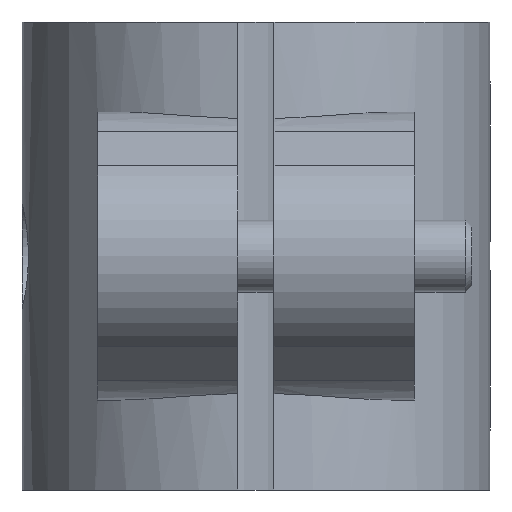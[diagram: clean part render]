
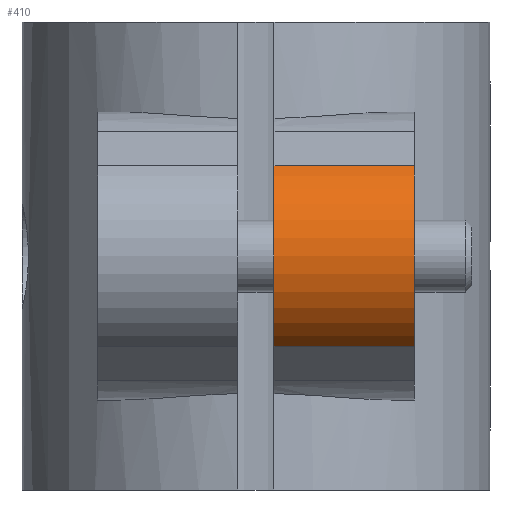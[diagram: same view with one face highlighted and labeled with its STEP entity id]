
A CAD part, left-side view. The second image highlights one B-rep face of the part: STEP entity #410.
In plain terms, the highlighted cylindrical face has radius 14.5 mm (diameter 29 mm), a partial arc.
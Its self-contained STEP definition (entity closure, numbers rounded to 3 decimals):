
#410 = ADVANCED_FACE( '', ( #898 ), #899, .T. );
#898 = FACE_OUTER_BOUND( '', #1442, .T. );
#899 = CYLINDRICAL_SURFACE( '', #1443, 14.5 );
#1442 = EDGE_LOOP( '', ( #2608, #2609, #2610, #2611 ) );
#1443 = AXIS2_PLACEMENT_3D( '', #2612, #2613, #2614 );
#2608 = ORIENTED_EDGE( '', *, *, #3540, .F. );
#2609 = ORIENTED_EDGE( '', *, *, #3485, .T. );
#2610 = ORIENTED_EDGE( '', *, *, #3434, .T. );
#2611 = ORIENTED_EDGE( '', *, *, #3218, .F. );
#2612 = CARTESIAN_POINT( '', ( -37.5, 22., 32.5 ) );
#2613 = DIRECTION( '', ( 0., 1., 0. ) );
#2614 = DIRECTION( '', ( 0., 0., -1. ) );
#3218 = EDGE_CURVE( '', #3897, #3900, #3901, .T. );
#3434 = EDGE_CURVE( '', #4231, #3900, #4232, .T. );
#3485 = EDGE_CURVE( '', #4301, #4231, #4303, .T. );
#3540 = EDGE_CURVE( '', #4301, #3897, #4374, .T. );
#3897 = VERTEX_POINT( '', #4947 );
#3900 = VERTEX_POINT( '', #4951 );
#3901 = LINE( '', #4952, #4953 );
#4231 = VERTEX_POINT( '', #5511 );
#4232 = CIRCLE( '', #5512, 14.5 );
#4301 = VERTEX_POINT( '', #5612 );
#4303 = LINE( '', #5615, #5616 );
#4374 = CIRCLE( '', #5714, 14.5 );
#4947 = CARTESIAN_POINT( '', ( -44.75, -2.5, 45.057 ) );
#4951 = CARTESIAN_POINT( '', ( -44.75, -22., 45.057 ) );
#4952 = CARTESIAN_POINT( '', ( -44.75, 22., 45.057 ) );
#4953 = VECTOR( '', #6030, 1000. );
#5511 = CARTESIAN_POINT( '', ( -44.75, -22., 19.943 ) );
#5512 = AXIS2_PLACEMENT_3D( '', #6263, #6264, #6265 );
#5612 = CARTESIAN_POINT( '', ( -44.75, -2.5, 19.943 ) );
#5615 = CARTESIAN_POINT( '', ( -44.75, 22., 19.943 ) );
#5616 = VECTOR( '', #6323, 1000. );
#5714 = AXIS2_PLACEMENT_3D( '', #6378, #6379, #6380 );
#6030 = DIRECTION( '', ( 0., -1., 0. ) );
#6263 = CARTESIAN_POINT( '', ( -37.5, -22., 32.5 ) );
#6264 = DIRECTION( '', ( 0., 1., 0. ) );
#6265 = DIRECTION( '', ( 1., 0., 0. ) );
#6323 = DIRECTION( '', ( 0., -1., 0. ) );
#6378 = CARTESIAN_POINT( '', ( -37.5, -2.5, 32.5 ) );
#6379 = DIRECTION( '', ( 0., 1., 0. ) );
#6380 = DIRECTION( '', ( 0., 0., 1. ) );
